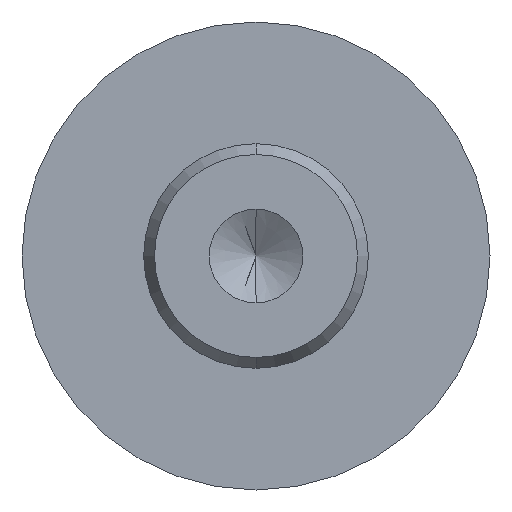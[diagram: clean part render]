
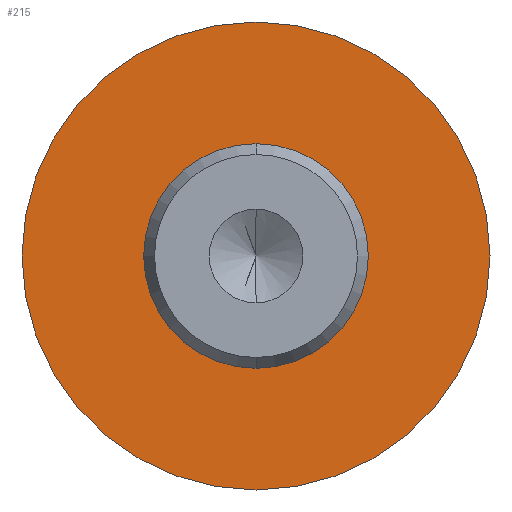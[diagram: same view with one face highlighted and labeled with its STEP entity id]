
A CAD part, front view. The second image highlights one B-rep face of the part: STEP entity #215.
In plain terms, the highlighted planar face has unit normal (0, -1, 0).
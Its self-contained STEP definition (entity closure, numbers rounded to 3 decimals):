
#11 = EDGE_CURVE ( 'NONE', #441, #632, #582, .T. ) ;
#28 = EDGE_CURVE ( 'NONE', #108, #525, #202, .T. ) ;
#56 = AXIS2_PLACEMENT_3D ( 'NONE', #477, #207, #524 ) ;
#57 = AXIS2_PLACEMENT_3D ( 'NONE', #610, #403, #358 ) ;
#58 = ORIENTED_EDGE ( 'NONE', *, *, #28, .F. ) ;
#76 = CARTESIAN_POINT ( 'NONE',  ( 0., 0., -6. ) ) ;
#81 = EDGE_CURVE ( 'NONE', #525, #108, #550, .T. ) ;
#106 = EDGE_LOOP ( 'NONE', ( #324, #157 ) ) ;
#107 = FACE_OUTER_BOUND ( 'NONE', #106, .T. ) ;
#108 = VERTEX_POINT ( 'NONE', #76 ) ;
#157 = ORIENTED_EDGE ( 'NONE', *, *, #314, .F. ) ;
#191 = CARTESIAN_POINT ( 'NONE',  ( 0., 0., 0. ) ) ;
#202 = CIRCLE ( 'NONE', #57, 6. ) ;
#207 = DIRECTION ( 'NONE',  ( 0., 1., 0. ) ) ;
#215 = ADVANCED_FACE ( 'NONE', ( #368, #107 ), #621, .F. ) ;
#244 = DIRECTION ( 'NONE',  ( 0., -1., 0. ) ) ;
#270 = AXIS2_PLACEMENT_3D ( 'NONE', #461, #301, #663 ) ;
#301 = DIRECTION ( 'NONE',  ( 0., 1., 0. ) ) ;
#309 = CARTESIAN_POINT ( 'NONE',  ( 0., 0., 0. ) ) ;
#314 = EDGE_CURVE ( 'NONE', #632, #441, #410, .T. ) ;
#324 = ORIENTED_EDGE ( 'NONE', *, *, #11, .F. ) ;
#353 = DIRECTION ( 'NONE',  ( 0., 0., 1. ) ) ;
#358 = DIRECTION ( 'NONE',  ( 0., 0., -1. ) ) ;
#364 = AXIS2_PLACEMENT_3D ( 'NONE', #309, #244, #454 ) ;
#368 = FACE_BOUND ( 'NONE', #418, .T. ) ;
#388 = CARTESIAN_POINT ( 'NONE',  ( 0., 0., -12.5 ) ) ;
#403 = DIRECTION ( 'NONE',  ( 0., -1., 0. ) ) ;
#410 = CIRCLE ( 'NONE', #270, 12.5 ) ;
#418 = EDGE_LOOP ( 'NONE', ( #482, #58 ) ) ;
#441 = VERTEX_POINT ( 'NONE', #388 ) ;
#454 = DIRECTION ( 'NONE',  ( 0., 0., -1. ) ) ;
#461 = CARTESIAN_POINT ( 'NONE',  ( 0., 0., 0. ) ) ;
#477 = CARTESIAN_POINT ( 'NONE',  ( 0., 0., 0. ) ) ;
#482 = ORIENTED_EDGE ( 'NONE', *, *, #81, .F. ) ;
#501 = AXIS2_PLACEMENT_3D ( 'NONE', #191, #606, #353 ) ;
#524 = DIRECTION ( 'NONE',  ( 0., 0., 1. ) ) ;
#525 = VERTEX_POINT ( 'NONE', #614 ) ;
#541 = CARTESIAN_POINT ( 'NONE',  ( 0., 0., 12.5 ) ) ;
#550 = CIRCLE ( 'NONE', #364, 6. ) ;
#582 = CIRCLE ( 'NONE', #501, 12.5 ) ;
#606 = DIRECTION ( 'NONE',  ( 0., 1., 0. ) ) ;
#610 = CARTESIAN_POINT ( 'NONE',  ( 0., 0., 0. ) ) ;
#614 = CARTESIAN_POINT ( 'NONE',  ( 0., 0., 6. ) ) ;
#621 = PLANE ( 'NONE',  #56 ) ;
#632 = VERTEX_POINT ( 'NONE', #541 ) ;
#663 = DIRECTION ( 'NONE',  ( 0., 0., 1. ) ) ;
